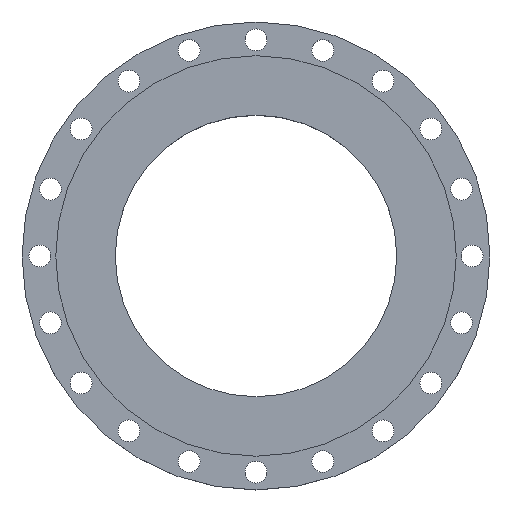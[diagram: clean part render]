
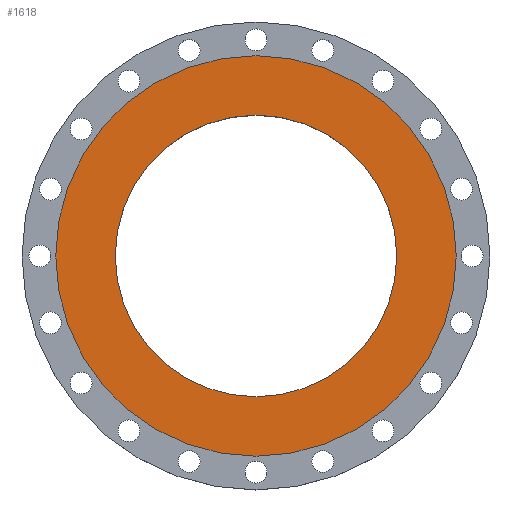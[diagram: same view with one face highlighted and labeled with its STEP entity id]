
A CAD part, top view. The second image highlights one B-rep face of the part: STEP entity #1618.
In plain terms, the highlighted planar face has unit normal (0, 0, 1).
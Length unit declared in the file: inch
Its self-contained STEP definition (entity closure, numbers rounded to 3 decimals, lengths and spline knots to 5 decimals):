
#88 = FACE_OUTER_BOUND ( 'NONE', #2044, .T. ) ;
#106 = DIRECTION ( 'NONE',  ( 1., 0., 0. ) ) ;
#355 = EDGE_CURVE ( 'NONE', #674, #1084, #956, .T. ) ;
#526 = DIRECTION ( 'NONE',  ( 0., 0., 1. ) ) ;
#548 = DIRECTION ( 'NONE',  ( 1., 0., 0. ) ) ;
#550 = EDGE_LOOP ( 'NONE', ( #673, #1626 ) ) ;
#577 = CARTESIAN_POINT ( 'NONE',  ( 0., 0., 0. ) ) ;
#673 = ORIENTED_EDGE ( 'NONE', *, *, #1466, .F. ) ;
#674 = VERTEX_POINT ( 'NONE', #683 ) ;
#683 = CARTESIAN_POINT ( 'NONE',  ( -8.875, 0., 0. ) ) ;
#791 = AXIS2_PLACEMENT_3D ( 'NONE', #1980, #526, #548 ) ;
#928 = AXIS2_PLACEMENT_3D ( 'NONE', #1717, #1556, #106 ) ;
#931 = VERTEX_POINT ( 'NONE', #1528 ) ;
#956 = CIRCLE ( 'NONE', #1731, 8.875 ) ;
#1050 = FACE_BOUND ( 'NONE', #550, .T. ) ;
#1071 = DIRECTION ( 'NONE',  ( 1., 0., 0. ) ) ;
#1084 = VERTEX_POINT ( 'NONE', #1901 ) ;
#1195 = PLANE ( 'NONE',  #1604 ) ;
#1216 = CARTESIAN_POINT ( 'NONE',  ( 0., 8.875, 0. ) ) ;
#1234 = DIRECTION ( 'NONE',  ( 1., 0., 0. ) ) ;
#1321 = EDGE_CURVE ( 'NONE', #2063, #931, #1912, .T. ) ;
#1348 = CARTESIAN_POINT ( 'NONE',  ( 0., 0., 0. ) ) ;
#1397 = AXIS2_PLACEMENT_3D ( 'NONE', #577, #1548, #1071 ) ;
#1466 = EDGE_CURVE ( 'NONE', #1084, #674, #1567, .T. ) ;
#1528 = CARTESIAN_POINT ( 'NONE',  ( -12.625, 0., 0. ) ) ;
#1548 = DIRECTION ( 'NONE',  ( 0., 0., 1. ) ) ;
#1556 = DIRECTION ( 'NONE',  ( 0., 0., 1. ) ) ;
#1567 = CIRCLE ( 'NONE', #928, 8.875 ) ;
#1576 = CARTESIAN_POINT ( 'NONE',  ( 12.625, 0., 0. ) ) ;
#1604 = AXIS2_PLACEMENT_3D ( 'NONE', #1216, #1834, #1883 ) ;
#1618 = ADVANCED_FACE ( 'NONE', ( #1050, #88 ), #1195, .F. ) ;
#1626 = ORIENTED_EDGE ( 'NONE', *, *, #355, .F. ) ;
#1668 = CIRCLE ( 'NONE', #791, 12.625 ) ;
#1717 = CARTESIAN_POINT ( 'NONE',  ( 0., 0., 0. ) ) ;
#1731 = AXIS2_PLACEMENT_3D ( 'NONE', #1348, #2030, #1234 ) ;
#1759 = ORIENTED_EDGE ( 'NONE', *, *, #1321, .T. ) ;
#1807 = ORIENTED_EDGE ( 'NONE', *, *, #1904, .T. ) ;
#1834 = DIRECTION ( 'NONE',  ( 0., 0., -1. ) ) ;
#1883 = DIRECTION ( 'NONE',  ( -1., 0., 0. ) ) ;
#1901 = CARTESIAN_POINT ( 'NONE',  ( 8.875, 0., 0. ) ) ;
#1904 = EDGE_CURVE ( 'NONE', #931, #2063, #1668, .T. ) ;
#1912 = CIRCLE ( 'NONE', #1397, 12.625 ) ;
#1980 = CARTESIAN_POINT ( 'NONE',  ( 0., 0., 0. ) ) ;
#2030 = DIRECTION ( 'NONE',  ( 0., 0., 1. ) ) ;
#2044 = EDGE_LOOP ( 'NONE', ( #1759, #1807 ) ) ;
#2063 = VERTEX_POINT ( 'NONE', #1576 ) ;
